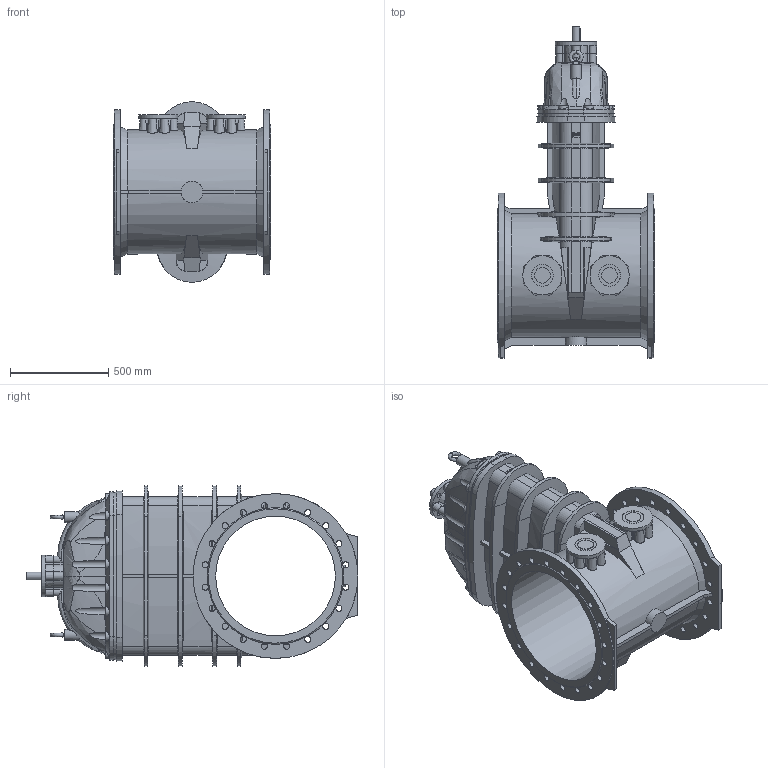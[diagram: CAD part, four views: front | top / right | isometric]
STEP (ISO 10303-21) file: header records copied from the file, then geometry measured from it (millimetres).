
FILE_DESCRIPTION (( 'STEP AP203' ), '1' );
FILE_NAME ('O_55_30_DN600_AA0_step.step', '2016-10-13T06:05:33', ( 'Windows User' ), ( 'AVK' ), 'SwSTEP 2.0', 'SolidWorks 2012', '' );
FILE_SCHEMA (( 'CONFIG_CONTROL_DESIGN' ));
Length unit declared in the file: millimetre
Products named in the file (1): O_55_30_DN600_AA0_step
Bounding box: 800 x 1691 x 917.76 mm (x, y, z)
Volume: 210213351.4 mm3; surface area: 7525665.1 mm2
Topology: 1 solids, 1 shells, 622 faces, 1846 edges, 1209 vertices
Faces by surface type: plane 221, cylinder 199, cone 142, bspline 60
Full cylindrical faces by diameter (mm): 22 x4, 31 x40, 33 x4, 40 x1, 55 x3, 200 x2, 210 x1, 610 x1, 840 x2
Entity records: 34700 total; most frequent: CARTESIAN_POINT 19510, ORIENTED_EDGE 3444, DIRECTION 2721, EDGE_CURVE 1722, VERTEX_POINT 1157, AXIS2_PLACEMENT_3D 1066, EDGE_LOOP 771, FACE_OUTER_BOUND 684
